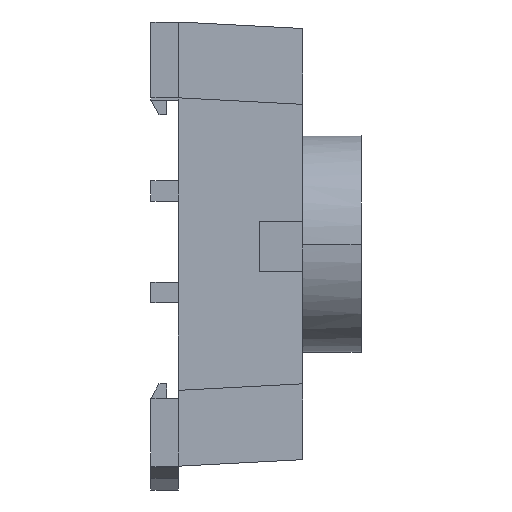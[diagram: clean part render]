
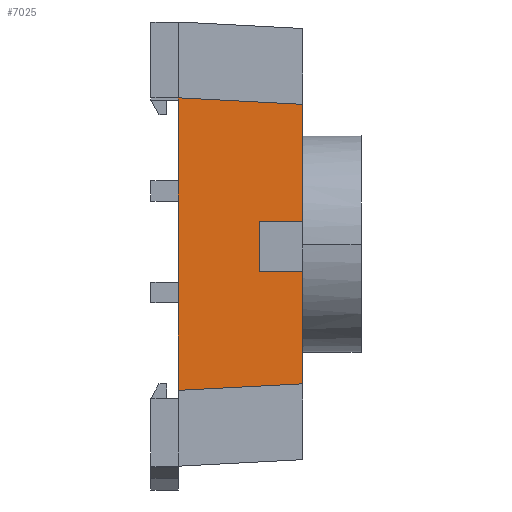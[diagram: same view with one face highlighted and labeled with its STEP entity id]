
A CAD part, left-side view. The second image highlights one B-rep face of the part: STEP entity #7025.
In plain terms, the highlighted planar face has unit normal (-0.999, -0.052, 0).
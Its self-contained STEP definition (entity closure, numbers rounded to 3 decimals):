
#4860=CARTESIAN_POINT('POINT2184',(-29.464,-3.226,17.145
   ));
#4861=VERTEX_POINT('VERTEX2184',#4860);
#5031=CARTESIAN_POINT('POINT2198',(-29.464,-3.226,
   16.866));
#5032=VERTEX_POINT('VERTEX2198',#5031);
#5056=CARTESIAN_POINT('POINT2199',(-29.464,-3.226,7.442
   ));
#5057=VERTEX_POINT('VERTEX2199',#5056);
#5119=CARTESIAN_POINT('POINT2204',(-29.464,-3.226,
   -6.883));
#5120=VERTEX_POINT('VERTEX2204',#5119);
#6454=CARTESIAN_POINT('POINT2275',(-28.701,-17.78,
   -3.2));
#6455=VERTEX_POINT('VERTEX2275',#6454);
#6456=CARTESIAN_POINT('POINT2276',(-28.967,-12.7,
   -3.2));
#6457=VERTEX_POINT('VERTEX2276',#6456);
#6458=CARTESIAN_POINT('POS4188',(-29.141,
   -9.382,-3.2));
#6459=DIRECTION('DIR5601',(-0.052,0.999,
   0.));
#6460=VECTOR('VEC2775',#6459,25.4);
#6461=LINE('STRAIGHT2775',#6458,#6460);
#6462=EDGE_CURVE('EDGE3471',#6455,#6457,#6461,.T.);
#6488=CARTESIAN_POINT('POINT2277',(-28.701,-17.78,
   -16.382));
#6489=VERTEX_POINT('VERTEX2277',#6488);
#6496=CARTESIAN_POINT('POINT2278',(-29.464,-3.226,
   -17.145));
#6497=VERTEX_POINT('VERTEX2278',#6496);
#6498=CARTESIAN_POINT('POS4193',(-29.384,
   -4.762,-17.065));
#6499=DIRECTION('DIR5607',(0.052,-0.997,
   0.052));
#6500=VECTOR('VEC2779',#6499,25.4);
#6501=LINE('STRAIGHT2779',#6498,#6500);
#6502=EDGE_CURVE('EDGE3475',#6497,#6489,#6501,.T.);
#6521=CARTESIAN_POINT('POINT2279',(-29.464,-3.226,5.029
   ));
#6522=VERTEX_POINT('VERTEX2279',#6521);
#6529=CARTESIAN_POINT('POS4197',(-29.464,-3.226,
   0.));
#6530=DIRECTION('DIR5612',(0.,0.
   ,1.));
#6531=VECTOR('VEC2782',#6530,25.4);
#6532=LINE('STRAIGHT2782',#6529,#6531);
#6533=EDGE_CURVE('EDGE3479',#6522,#5057,#6532,.T.);
#6546=EDGE_CURVE('EDGE3480',#5032,#4861,#6532,.T.);
#6564=CARTESIAN_POINT('POINT2280',(-28.701,-17.78,
   16.382));
#6565=VERTEX_POINT('VERTEX2280',#6564);
#6566=CARTESIAN_POINT('POS4200',(-29.417,
   -4.119,17.098));
#6567=DIRECTION('DIR5616',(0.052,-0.997,
   -0.052));
#6568=VECTOR('VEC2784',#6567,25.4);
#6569=LINE('STRAIGHT2784',#6566,#6568);
#6570=EDGE_CURVE('EDGE3482',#4861,#6565,#6569,.T.);
#6582=CARTESIAN_POINT('POINT2281',(-28.967,-12.7,
   2.642));
#6583=VERTEX_POINT('VERTEX2281',#6582);
#6584=CARTESIAN_POINT('POINT2282',(-28.701,-17.78,
   2.642));
#6585=VERTEX_POINT('VERTEX2282',#6584);
#6586=CARTESIAN_POINT('POS4202',(-29.141,
   -9.382,2.642));
#6587=DIRECTION('DIR5619',(0.052,-0.999,
   0.));
#6588=VECTOR('VEC2785',#6587,25.4);
#6589=LINE('STRAIGHT2785',#6586,#6588);
#6590=EDGE_CURVE('EDGE3484',#6583,#6585,#6589,.T.);
#6632=CARTESIAN_POINT('POINT2285',(-29.464,-3.226,
   -4.47));
#6633=VERTEX_POINT('VERTEX2285',#6632);
#6634=EDGE_CURVE('EDGE3490',#5120,#6633,#6532,.T.);
#6686=EDGE_CURVE('EDGE3497',#5057,#5032,#6532,.T.);
#6728=EDGE_CURVE('EDGE3502',#6497,#5120,#6532,.T.);
#6777=CARTESIAN_POINT('POS4216',(-28.701,-17.78,
   17.145));
#6778=DIRECTION('DIR5637',(0.,0.,
   1.));
#6779=VECTOR('VEC2795',#6778,25.4);
#6780=LINE('STRAIGHT2795',#6777,#6779);
#6781=EDGE_CURVE('EDGE3508',#6585,#6565,#6780,.T.);
#6786=EDGE_CURVE('EDGE3509',#6489,#6455,#6780,.T.);
#6876=CARTESIAN_POINT('POS4221',(-28.967,-12.7,
   -8.712));
#6877=DIRECTION('DIR5642',(0.,0.,
   1.));
#6878=VECTOR('VEC2800',#6877,25.4);
#6879=LINE('STRAIGHT2800',#6876,#6878);
#6880=EDGE_CURVE('EDGE3515',#6457,#6583,#6879,.T.);
#7004=ORIENTED_EDGE('COEDGE7019',*,*,#6590,.T.);
#7005=ORIENTED_EDGE('COEDGE7020',*,*,#6781,.T.);
#7006=ORIENTED_EDGE('COEDGE7021',*,*,#6570,.F.);
#7007=ORIENTED_EDGE('COEDGE7022',*,*,#6546,.F.);
#7008=ORIENTED_EDGE('COEDGE7023',*,*,#6686,.F.);
#7009=ORIENTED_EDGE('COEDGE7024',*,*,#6533,.F.);
#7010=EDGE_CURVE('EDGE3526',#6633,#6522,#6532,.T.);
#7011=ORIENTED_EDGE('COEDGE7025',*,*,#7010,.F.);
#7012=ORIENTED_EDGE('COEDGE7026',*,*,#6634,.F.);
#7013=ORIENTED_EDGE('COEDGE7027',*,*,#6728,.F.);
#7014=ORIENTED_EDGE('COEDGE7028',*,*,#6502,.T.);
#7015=ORIENTED_EDGE('COEDGE7029',*,*,#6786,.T.);
#7016=ORIENTED_EDGE('COEDGE7030',*,*,#6462,.T.);
#7017=ORIENTED_EDGE('COEDGE7031',*,*,#6880,.T.);
#7018=EDGE_LOOP('NONE',(#7004,#7005,#7006,#7007,#7008,#7009,#7011,#7012,
   #7013,#7014,#7015,#7016,#7017));
#7019=FACE_BOUND('LOOP1',#7018,.T.);
#7020=CARTESIAN_POINT('POS4236',(-29.464,-3.226,
   -17.145));
#7021=DIRECTION('DIR5663',(-0.999,-0.052
   ,0.));
#7022=DIRECTION('DIR5664',(0.052,-0.999,
   0.));
#7023=AXIS2_PLACEMENT_3D('AXIS1428',#7020,#7021,#7022);
#7024=PLANE('PLANE1057',#7023);
#7025=ADVANCED_FACE('FACE1367',(#7019),#7024,.T.);
